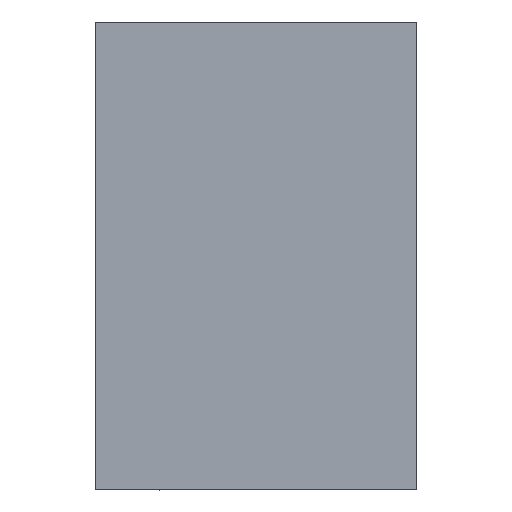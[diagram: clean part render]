
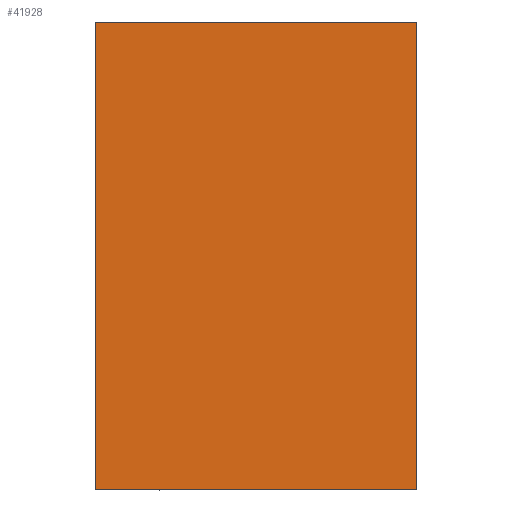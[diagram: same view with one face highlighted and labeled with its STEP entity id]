
A CAD part, top view. The second image highlights one B-rep face of the part: STEP entity #41928.
In plain terms, the highlighted face is planar.
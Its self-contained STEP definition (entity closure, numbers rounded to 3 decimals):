
#33083=DIRECTION('',(1.,0.,0.));
#33084=VECTOR('',#33083,5.5);
#33085=CARTESIAN_POINT('',(-2.75,1.875,4.));
#33086=LINE('',#33085,#33084);
#33090=DIRECTION('',(0.,0.,1.));
#33091=VECTOR('',#33090,8.);
#33092=CARTESIAN_POINT('',(-2.75,1.875,-4.));
#33093=LINE('',#33092,#33091);
#33097=DIRECTION('',(-1.,0.,0.));
#33098=VECTOR('',#33097,5.5);
#33099=CARTESIAN_POINT('',(2.75,1.875,-4.));
#33100=LINE('',#33099,#33098);
#33104=DIRECTION('',(0.,0.,-1.));
#33105=VECTOR('',#33104,8.);
#33106=CARTESIAN_POINT('',(2.75,1.875,4.));
#33107=LINE('',#33106,#33105);
#36240=CARTESIAN_POINT('',(-2.75,1.875,4.));
#36241=CARTESIAN_POINT('',(2.75,1.875,4.));
#36242=VERTEX_POINT('',#36240);
#36243=VERTEX_POINT('',#36241);
#36244=CARTESIAN_POINT('',(2.75,1.875,-4.));
#36245=VERTEX_POINT('',#36244);
#36246=CARTESIAN_POINT('',(-2.75,1.875,-4.));
#36247=VERTEX_POINT('',#36246);
#41915=CARTESIAN_POINT('',(0.,1.875,0.));
#41916=DIRECTION('',(0.,1.,0.));
#41917=DIRECTION('',(1.,0.,0.));
#41918=AXIS2_PLACEMENT_3D('',#41915,#41916,#41917);
#41919=PLANE('',#41918);
#41920=ORIENTED_EDGE('',*,*,#41864,.F.);
#41921=ORIENTED_EDGE('',*,*,#39642,.F.);
#41923=ORIENTED_EDGE('',*,*,#41922,.F.);
#41925=ORIENTED_EDGE('',*,*,#41924,.F.);
#41926=EDGE_LOOP('',(#41920,#41921,#41923,#41925));
#41927=FACE_OUTER_BOUND('',#41926,.F.);
#39642=EDGE_CURVE('',#36247,#36242,#33093,.T.);
#41864=EDGE_CURVE('',#36242,#36243,#33086,.T.);
#41922=EDGE_CURVE('',#36245,#36247,#33100,.T.);
#41924=EDGE_CURVE('',#36243,#36245,#33107,.T.);
#41928=ADVANCED_FACE('',(#41927),#41919,.T.);
